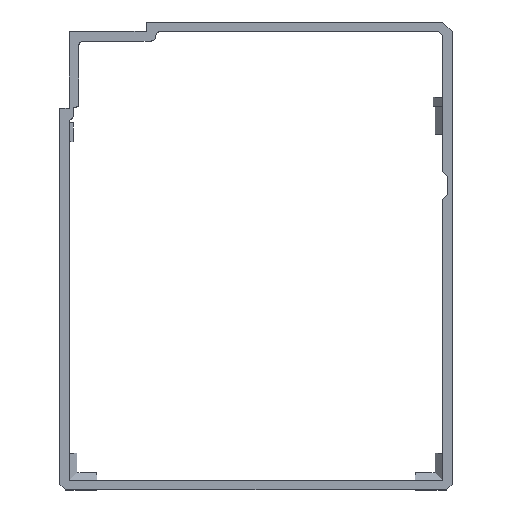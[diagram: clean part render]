
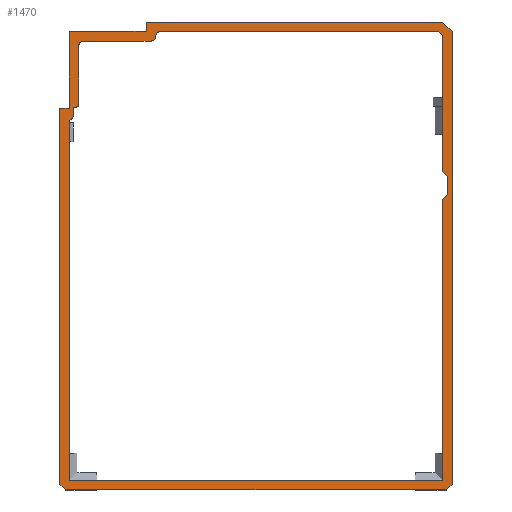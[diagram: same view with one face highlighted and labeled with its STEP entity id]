
A CAD part, top view. The second image highlights one B-rep face of the part: STEP entity #1470.
In plain terms, the highlighted planar face has unit normal (0, 0, 1).
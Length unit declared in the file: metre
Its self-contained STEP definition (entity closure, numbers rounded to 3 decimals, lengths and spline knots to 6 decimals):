
#18=CIRCLE('',#1560,0.00125);
#19=CIRCLE('',#1561,0.00075);
#20=CIRCLE('',#1562,0.00075);
#21=CIRCLE('',#1563,0.00125);
#22=CIRCLE('',#1564,0.00125);
#23=CIRCLE('',#1565,0.00125);
#36=ORIENTED_EDGE('',*,*,#474,.F.);
#37=ORIENTED_EDGE('',*,*,#475,.F.);
#38=ORIENTED_EDGE('',*,*,#476,.T.);
#39=ORIENTED_EDGE('',*,*,#477,.T.);
#40=ORIENTED_EDGE('',*,*,#478,.T.);
#41=ORIENTED_EDGE('',*,*,#479,.T.);
#42=ORIENTED_EDGE('',*,*,#480,.T.);
#43=ORIENTED_EDGE('',*,*,#481,.T.);
#44=ORIENTED_EDGE('',*,*,#482,.T.);
#45=ORIENTED_EDGE('',*,*,#483,.F.);
#46=ORIENTED_EDGE('',*,*,#484,.F.);
#47=ORIENTED_EDGE('',*,*,#485,.T.);
#48=ORIENTED_EDGE('',*,*,#486,.T.);
#49=ORIENTED_EDGE('',*,*,#487,.T.);
#50=ORIENTED_EDGE('',*,*,#488,.F.);
#51=ORIENTED_EDGE('',*,*,#489,.T.);
#52=ORIENTED_EDGE('',*,*,#490,.F.);
#53=ORIENTED_EDGE('',*,*,#491,.T.);
#54=ORIENTED_EDGE('',*,*,#492,.F.);
#55=ORIENTED_EDGE('',*,*,#493,.T.);
#56=ORIENTED_EDGE('',*,*,#494,.T.);
#57=ORIENTED_EDGE('',*,*,#495,.F.);
#58=ORIENTED_EDGE('',*,*,#496,.F.);
#59=ORIENTED_EDGE('',*,*,#497,.F.);
#60=ORIENTED_EDGE('',*,*,#498,.T.);
#61=ORIENTED_EDGE('',*,*,#499,.T.);
#62=ORIENTED_EDGE('',*,*,#500,.T.);
#63=ORIENTED_EDGE('',*,*,#468,.F.);
#64=ORIENTED_EDGE('',*,*,#501,.T.);
#65=ORIENTED_EDGE('',*,*,#502,.T.);
#468=EDGE_CURVE('',#687,#688,#831,.T.);
#474=EDGE_CURVE('',#693,#694,#837,.T.);
#475=EDGE_CURVE('',#695,#693,#838,.T.);
#476=EDGE_CURVE('',#695,#696,#839,.T.);
#477=EDGE_CURVE('',#696,#697,#840,.T.);
#478=EDGE_CURVE('',#697,#698,#841,.T.);
#479=EDGE_CURVE('',#698,#699,#842,.T.);
#480=EDGE_CURVE('',#699,#700,#843,.T.);
#481=EDGE_CURVE('',#700,#701,#844,.T.);
#482=EDGE_CURVE('',#701,#702,#845,.T.);
#483=EDGE_CURVE('',#703,#702,#846,.T.);
#484=EDGE_CURVE('',#694,#703,#847,.T.);
#485=EDGE_CURVE('',#704,#705,#18,.T.);
#486=EDGE_CURVE('',#705,#706,#19,.F.);
#487=EDGE_CURVE('',#706,#707,#848,.T.);
#488=EDGE_CURVE('',#708,#707,#849,.T.);
#489=EDGE_CURVE('',#708,#709,#20,.F.);
#490=EDGE_CURVE('',#710,#709,#850,.T.);
#491=EDGE_CURVE('',#710,#711,#21,.T.);
#492=EDGE_CURVE('',#712,#711,#851,.T.);
#493=EDGE_CURVE('',#712,#713,#22,.F.);
#494=EDGE_CURVE('',#713,#714,#23,.T.);
#495=EDGE_CURVE('',#715,#714,#852,.T.);
#496=EDGE_CURVE('',#716,#715,#853,.T.);
#497=EDGE_CURVE('',#717,#716,#854,.T.);
#498=EDGE_CURVE('',#717,#718,#855,.F.);
#499=EDGE_CURVE('',#718,#719,#856,.T.);
#500=EDGE_CURVE('',#719,#688,#857,.T.);
#501=EDGE_CURVE('',#687,#720,#858,.T.);
#502=EDGE_CURVE('',#720,#704,#859,.T.);
#687=VERTEX_POINT('',#2034);
#688=VERTEX_POINT('',#2035);
#693=VERTEX_POINT('',#2047);
#694=VERTEX_POINT('',#2048);
#695=VERTEX_POINT('',#2050);
#696=VERTEX_POINT('',#2052);
#697=VERTEX_POINT('',#2054);
#698=VERTEX_POINT('',#2056);
#699=VERTEX_POINT('',#2058);
#700=VERTEX_POINT('',#2060);
#701=VERTEX_POINT('',#2062);
#702=VERTEX_POINT('',#2064);
#703=VERTEX_POINT('',#2066);
#704=VERTEX_POINT('',#2069);
#705=VERTEX_POINT('',#2070);
#706=VERTEX_POINT('',#2072);
#707=VERTEX_POINT('',#2074);
#708=VERTEX_POINT('',#2076);
#709=VERTEX_POINT('',#2078);
#710=VERTEX_POINT('',#2080);
#711=VERTEX_POINT('',#2082);
#712=VERTEX_POINT('',#2084);
#713=VERTEX_POINT('',#2086);
#714=VERTEX_POINT('',#2088);
#715=VERTEX_POINT('',#2090);
#716=VERTEX_POINT('',#2092);
#717=VERTEX_POINT('',#2094);
#718=VERTEX_POINT('',#2096);
#719=VERTEX_POINT('',#2098);
#720=VERTEX_POINT('',#2101);
#831=LINE('',#2033,#1038);
#837=LINE('',#2046,#1044);
#838=LINE('',#2049,#1045);
#839=LINE('',#2051,#1046);
#840=LINE('',#2053,#1047);
#841=LINE('',#2055,#1048);
#842=LINE('',#2057,#1049);
#843=LINE('',#2059,#1050);
#844=LINE('',#2061,#1051);
#845=LINE('',#2063,#1052);
#846=LINE('',#2065,#1053);
#847=LINE('',#2067,#1054);
#848=LINE('',#2073,#1055);
#849=LINE('',#2075,#1056);
#850=LINE('',#2079,#1057);
#851=LINE('',#2083,#1058);
#852=LINE('',#2089,#1059);
#853=LINE('',#2091,#1060);
#854=LINE('',#2093,#1061);
#855=LINE('',#2095,#1062);
#856=LINE('',#2097,#1063);
#857=LINE('',#2099,#1064);
#858=LINE('',#2100,#1065);
#859=LINE('',#2102,#1066);
#1038=VECTOR('',#1650,1.);
#1044=VECTOR('',#1658,1.);
#1045=VECTOR('',#1659,1.);
#1046=VECTOR('',#1660,1.);
#1047=VECTOR('',#1661,1.);
#1048=VECTOR('',#1662,1.);
#1049=VECTOR('',#1663,1.);
#1050=VECTOR('',#1664,1.);
#1051=VECTOR('',#1665,1.);
#1052=VECTOR('',#1666,1.);
#1053=VECTOR('',#1667,1.);
#1054=VECTOR('',#1668,1.);
#1055=VECTOR('',#1673,1.);
#1056=VECTOR('',#1674,1.);
#1057=VECTOR('',#1677,1.);
#1058=VECTOR('',#1680,1.);
#1059=VECTOR('',#1685,1.);
#1060=VECTOR('',#1686,1.);
#1061=VECTOR('',#1687,1.);
#1062=VECTOR('',#1688,1.);
#1063=VECTOR('',#1689,1.);
#1064=VECTOR('',#1690,1.);
#1065=VECTOR('',#1691,1.);
#1066=VECTOR('',#1692,1.);
#1246=EDGE_LOOP('',(#36,#37,#38,#39,#40,#41,#42,#43,#44,#45,#46));
#1247=EDGE_LOOP('',(#47,#48,#49,#50,#51,#52,#53,#54,#55,#56,#57,#58,#59,
#60,#61,#62,#63,#64,#65));
#1323=FACE_BOUND('',#1246,.T.);
#1324=FACE_BOUND('',#1247,.T.);
#1400=PLANE('',#1559);
#1470=ADVANCED_FACE('',(#1323,#1324),#1400,.F.);
#1559=AXIS2_PLACEMENT_3D('',#2045,#1656,#1657);
#1560=AXIS2_PLACEMENT_3D('',#2068,#1669,#1670);
#1561=AXIS2_PLACEMENT_3D('',#2071,#1671,#1672);
#1562=AXIS2_PLACEMENT_3D('',#2077,#1675,#1676);
#1563=AXIS2_PLACEMENT_3D('',#2081,#1678,#1679);
#1564=AXIS2_PLACEMENT_3D('',#2085,#1681,#1682);
#1565=AXIS2_PLACEMENT_3D('',#2087,#1683,#1684);
#1650=DIRECTION('',(0.,1.,0.));
#1656=DIRECTION('',(0.,0.,-1.));
#1657=DIRECTION('',(0.,1.,0.));
#1658=DIRECTION('',(-1.,0.,0.));
#1659=DIRECTION('',(-0.707,-0.707,0.));
#1660=DIRECTION('',(0.,1.,0.));
#1661=DIRECTION('',(-0.707,0.707,0.));
#1662=DIRECTION('',(-1.,0.,0.));
#1663=DIRECTION('',(0.,-1.,0.));
#1664=DIRECTION('',(-1.,0.,0.));
#1665=DIRECTION('',(0.,-1.,0.));
#1666=DIRECTION('',(-1.,0.,0.));
#1667=DIRECTION('',(0.,1.,0.));
#1668=DIRECTION('',(-0.707,0.707,0.));
#1669=DIRECTION('',(0.,0.,-1.));
#1670=DIRECTION('',(0.,1.,0.));
#1671=DIRECTION('',(0.,0.,-1.));
#1672=DIRECTION('',(0.,1.,0.));
#1673=DIRECTION('',(0.,1.,0.));
#1674=DIRECTION('',(-1.,0.,0.));
#1675=DIRECTION('',(0.,0.,-1.));
#1676=DIRECTION('',(0.,1.,0.));
#1677=DIRECTION('',(0.,-1.,0.));
#1678=DIRECTION('',(0.,0.,-1.));
#1679=DIRECTION('',(0.,1.,0.));
#1680=DIRECTION('',(-1.,0.,0.));
#1681=DIRECTION('',(0.,0.,-1.));
#1682=DIRECTION('',(0.,1.,0.));
#1683=DIRECTION('',(0.,0.,-1.));
#1684=DIRECTION('',(0.,1.,0.));
#1685=DIRECTION('',(-1.,0.,0.));
#1686=DIRECTION('',(-0.707,0.707,0.));
#1687=DIRECTION('',(0.,1.,0.));
#1688=DIRECTION('',(-0.707,0.707,0.));
#1689=DIRECTION('',(0.,-1.,0.));
#1690=DIRECTION('',(-0.707,-0.707,0.));
#1691=DIRECTION('',(-1.,0.,0.));
#1692=DIRECTION('',(0.,1.,0.));
#2033=CARTESIAN_POINT('',(0.0495,-0.065875,-0.0002));
#2034=CARTESIAN_POINT('',(0.0495,-0.0695,-0.0002));
#2035=CARTESIAN_POINT('',(0.0495,0.00505,-0.0002));
#2045=CARTESIAN_POINT('',(0.042252,-0.070775,-0.0002));
#2046=CARTESIAN_POINT('',(0.042252,-0.07205,-0.0002));
#2047=CARTESIAN_POINT('',(0.05047,-0.07205,-0.0002));
#2048=CARTESIAN_POINT('',(-0.05047,-0.07205,-0.0002));
#2049=CARTESIAN_POINT('',(0.05126,-0.07126,-0.0002));
#2050=CARTESIAN_POINT('',(0.05205,-0.07047,-0.0002));
#2051=CARTESIAN_POINT('',(0.05205,-0.072052,-0.0002));
#2052=CARTESIAN_POINT('',(0.05205,0.04947,-0.0002));
#2053=CARTESIAN_POINT('',(0.05076,0.05076,-0.0002));
#2054=CARTESIAN_POINT('',(0.04947,0.05205,-0.0002));
#2055=CARTESIAN_POINT('',(0.010169,0.05205,-0.0002));
#2056=CARTESIAN_POINT('',(-0.029133,0.05205,-0.0002));
#2057=CARTESIAN_POINT('',(-0.029133,0.0508,-0.0002));
#2058=CARTESIAN_POINT('',(-0.029133,0.04955,-0.0002));
#2059=CARTESIAN_POINT('',(-0.039341,0.04955,-0.0002));
#2060=CARTESIAN_POINT('',(-0.04955,0.04955,-0.0002));
#2061=CARTESIAN_POINT('',(-0.04955,0.039341,-0.0002));
#2062=CARTESIAN_POINT('',(-0.04955,0.029133,-0.0002));
#2063=CARTESIAN_POINT('',(-0.0508,0.029133,-0.0002));
#2064=CARTESIAN_POINT('',(-0.05205,0.029133,-0.0002));
#2065=CARTESIAN_POINT('',(-0.05205,-0.072052,-0.0002));
#2066=CARTESIAN_POINT('',(-0.05205,-0.07047,-0.0002));
#2067=CARTESIAN_POINT('',(-0.05126,-0.07126,-0.0002));
#2068=CARTESIAN_POINT('',(-0.04825,0.025333,-0.0002));
#2069=CARTESIAN_POINT('',(-0.0495,0.025333,-0.0002));
#2070=CARTESIAN_POINT('',(-0.048875,0.026415,-0.0002));
#2071=CARTESIAN_POINT('',(-0.04925,0.027065,-0.0002));
#2072=CARTESIAN_POINT('',(-0.0485,0.027065,-0.0002));
#2073=CARTESIAN_POINT('',(-0.0485,-0.070775,-0.0002));
#2074=CARTESIAN_POINT('',(-0.0485,0.0295,-0.0002));
#2075=CARTESIAN_POINT('',(0.042252,0.0295,-0.0002));
#2076=CARTESIAN_POINT('',(-0.04775,0.0295,-0.0002));
#2077=CARTESIAN_POINT('',(-0.04775,0.03025,-0.0002));
#2078=CARTESIAN_POINT('',(-0.047,0.03025,-0.0002));
#2079=CARTESIAN_POINT('',(-0.047,0.036791,-0.0002));
#2080=CARTESIAN_POINT('',(-0.047,0.04575,-0.0002));
#2081=CARTESIAN_POINT('',(-0.04575,0.04575,-0.0002));
#2082=CARTESIAN_POINT('',(-0.04575,0.047,-0.0002));
#2083=CARTESIAN_POINT('',(-0.036791,0.047,-0.0002));
#2084=CARTESIAN_POINT('',(-0.027833,0.047,-0.0002));
#2085=CARTESIAN_POINT('',(-0.027833,0.04825,-0.0002));
#2086=CARTESIAN_POINT('',(-0.026583,0.04825,-0.0002));
#2087=CARTESIAN_POINT('',(-0.025333,0.04825,-0.0002));
#2088=CARTESIAN_POINT('',(-0.025333,0.0495,-0.0002));
#2089=CARTESIAN_POINT('',(0.010916,0.0495,-0.0002));
#2090=CARTESIAN_POINT('',(0.048414,0.0495,-0.0002));
#2091=CARTESIAN_POINT('',(0.048957,0.048957,-0.0002));
#2092=CARTESIAN_POINT('',(0.0495,0.048414,-0.0002));
#2093=CARTESIAN_POINT('',(0.0495,-0.065875,-0.0002));
#2094=CARTESIAN_POINT('',(0.0495,0.01235,-0.0002));
#2095=CARTESIAN_POINT('',(0.0495,0.01235,-0.0002));
#2096=CARTESIAN_POINT('',(0.05085,0.011,-0.0002));
#2097=CARTESIAN_POINT('',(0.05085,-0.070775,-0.0002));
#2098=CARTESIAN_POINT('',(0.05085,0.0064,-0.0002));
#2099=CARTESIAN_POINT('',(0.05085,0.0064,-0.0002));
#2100=CARTESIAN_POINT('',(0.042252,-0.0695,-0.0002));
#2101=CARTESIAN_POINT('',(-0.0495,-0.0695,-0.0002));
#2102=CARTESIAN_POINT('',(-0.0495,-0.065875,-0.0002));
